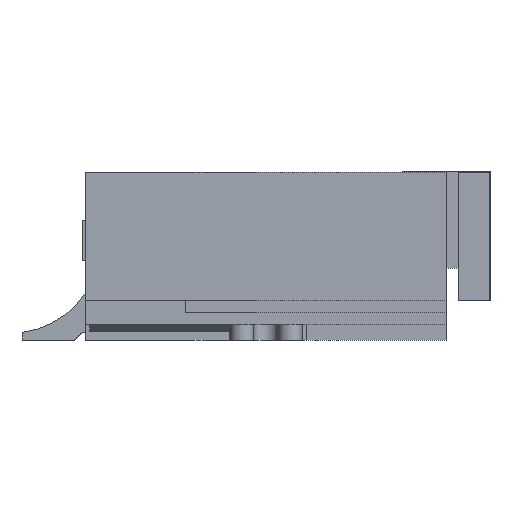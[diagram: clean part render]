
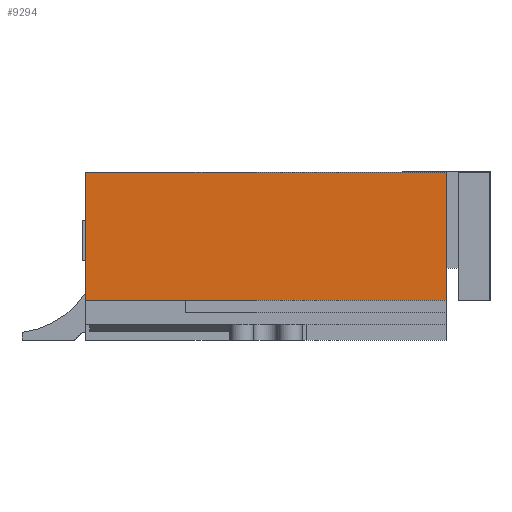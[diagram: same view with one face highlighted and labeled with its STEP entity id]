
A CAD part, left-side view. The second image highlights one B-rep face of the part: STEP entity #9294.
In plain terms, the highlighted planar face has unit normal (-1, 0, 0).
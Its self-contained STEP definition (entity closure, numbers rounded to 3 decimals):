
#9294=ADVANCED_FACE('',(#16452),#16454,.F.);
#16452=FACE_BOUND('',#16453,.T.);
#16453=EDGE_LOOP('',(#22675,#22676,#22677,#22678));
#16454=PLANE('',#16455);
#16455=AXIS2_PLACEMENT_3D('',#16456,#16457,#16458);
#16456=CARTESIAN_POINT('',(-2.4,0.,0.));
#16457=DIRECTION('',(1.,0.,0.));
#16458=DIRECTION('',(0.,1.,0.));
#22675=ORIENTED_EDGE('',*,*,#25787,.F.);
#22676=ORIENTED_EDGE('',*,*,#25784,.F.);
#22677=ORIENTED_EDGE('',*,*,#25781,.F.);
#22678=ORIENTED_EDGE('',*,*,#25777,.F.);
#25777=EDGE_CURVE('',#30876,#30877,#30878,.T.);
#25781=EDGE_CURVE('',#30877,#30884,#30885,.T.);
#25784=EDGE_CURVE('',#30884,#30889,#30890,.T.);
#25787=EDGE_CURVE('',#30889,#30876,#30894,.T.);
#30876=VERTEX_POINT('',#42391);
#30877=VERTEX_POINT('',#42392);
#30878=LINE('',#42393,#42394);
#30884=VERTEX_POINT('',#42407);
#30885=LINE('',#42408,#42409);
#30889=VERTEX_POINT('',#42418);
#30890=LINE('',#42419,#42420);
#30894=LINE('',#42429,#42430);
#42391=CARTESIAN_POINT('',(-2.4,-5.25,0.5));
#42392=CARTESIAN_POINT('',(-2.4,-0.75,0.5));
#42393=CARTESIAN_POINT('',(-2.4,-5.25,0.5));
#42394=VECTOR('',#42395,1.);
#42395=DIRECTION('',(0.,1.,0.));
#42407=CARTESIAN_POINT('',(-2.4,-0.75,2.1));
#42408=CARTESIAN_POINT('',(-2.4,-0.75,0.5));
#42409=VECTOR('',#42410,1.);
#42410=DIRECTION('',(0.,0.,1.));
#42418=CARTESIAN_POINT('',(-2.4,-5.25,2.1));
#42419=CARTESIAN_POINT('',(-2.4,-0.75,2.1));
#42420=VECTOR('',#42421,1.);
#42421=DIRECTION('',(0.,-1.,0.));
#42429=CARTESIAN_POINT('',(-2.4,-5.25,2.1));
#42430=VECTOR('',#42431,1.);
#42431=DIRECTION('',(0.,0.,-1.));
